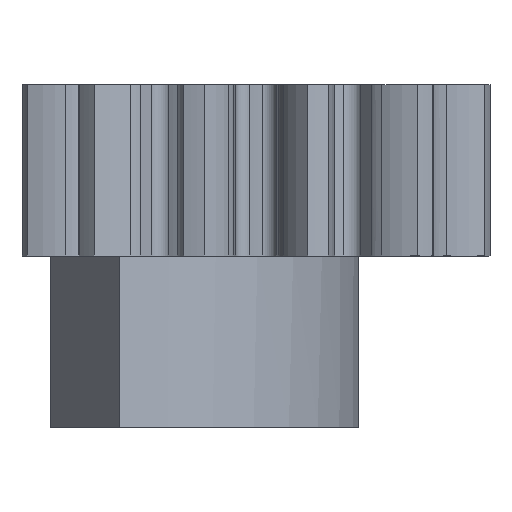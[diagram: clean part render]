
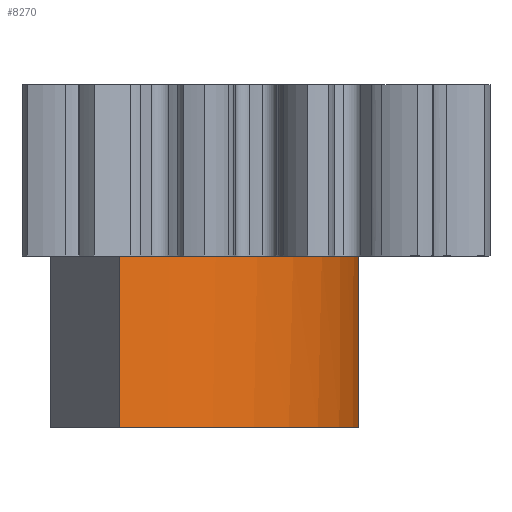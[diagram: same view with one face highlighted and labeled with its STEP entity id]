
A CAD part, front view. The second image highlights one B-rep face of the part: STEP entity #8270.
In plain terms, the highlighted cylindrical face has radius 9 mm (diameter 18 mm), a partial arc.
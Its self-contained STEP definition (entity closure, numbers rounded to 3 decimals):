
#72 = PLANE('',#73);
#73 = AXIS2_PLACEMENT_3D('',#74,#75,#76);
#74 = CARTESIAN_POINT('',(0.923,-32.408,
    0.));
#75 = DIRECTION('',(0.,0.,1.));
#76 = DIRECTION('',(0.966,-0.259,0.));
#129 = PLANE('',#130);
#130 = AXIS2_PLACEMENT_3D('',#131,#132,#133);
#131 = CARTESIAN_POINT('',(4.802,-21.038,5.));
#132 = DIRECTION('',(0.,0.,1.));
#133 = DIRECTION('',(1.,0.,0.));
#2955 = VERTEX_POINT('',#2956);
#2956 = CARTESIAN_POINT('',(7.924,-26.268,
    0.));
#2975 = CYLINDRICAL_SURFACE('',#2976,7.);
#2976 = AXIS2_PLACEMENT_3D('',#2977,#2978,#2979);
#2977 = CARTESIAN_POINT('',(6.,-32.999,5.));
#2978 = DIRECTION('',(0.,0.,1.));
#2979 = DIRECTION('',(0.216,0.976,0.)
  );
#2987 = EDGE_CURVE('',#2988,#2955,#2990,.T.);
#2988 = VERTEX_POINT('',#2989);
#2989 = CARTESIAN_POINT('',(2.,-30.775,0.));
#2990 = SURFACE_CURVE('',#2991,(#2996,#3003),.PCURVE_S1.);
#2991 = CIRCLE('',#2992,9.);
#2992 = AXIS2_PLACEMENT_3D('',#2993,#2994,#2995);
#2993 = CARTESIAN_POINT('',(0.,-22.,0.));
#2994 = DIRECTION('',(0.,0.,1.));
#2995 = DIRECTION('',(-1.,0.,0.));
#2996 = PCURVE('',#72,#2997);
#2997 = DEFINITIONAL_REPRESENTATION('',(#2998),#3002);
#2998 = CIRCLE('',#2999,9.);
#2999 = AXIS2_PLACEMENT_2D('',#3000,#3001);
#3000 = CARTESIAN_POINT('',(-3.586,9.815));
#3001 = DIRECTION('',(-0.966,-0.259));
#3002 = ( GEOMETRIC_REPRESENTATION_CONTEXT(2) 
PARAMETRIC_REPRESENTATION_CONTEXT() REPRESENTATION_CONTEXT('2D SPACE',''
  ) );
#3003 = PCURVE('',#3004,#3009);
#3004 = CYLINDRICAL_SURFACE('',#3005,9.);
#3005 = AXIS2_PLACEMENT_3D('',#3006,#3007,#3008);
#3006 = CARTESIAN_POINT('',(0.,-22.,5.));
#3007 = DIRECTION('',(0.,-0.,1.));
#3008 = DIRECTION('',(-1.,0.,0.));
#3009 = DEFINITIONAL_REPRESENTATION('',(#3010),#3014);
#3010 = LINE('',#3011,#3012);
#3011 = CARTESIAN_POINT('',(-6.283,-5.));
#3012 = VECTOR('',#3013,1.);
#3013 = DIRECTION('',(1.,-0.));
#3014 = ( GEOMETRIC_REPRESENTATION_CONTEXT(2) 
PARAMETRIC_REPRESENTATION_CONTEXT() REPRESENTATION_CONTEXT('2D SPACE',''
  ) );
#3031 = PLANE('',#3032);
#3032 = AXIS2_PLACEMENT_3D('',#3033,#3034,#3035);
#3033 = CARTESIAN_POINT('',(2.,-26.583,5.));
#3034 = DIRECTION('',(-1.,0.,0.));
#3035 = DIRECTION('',(0.,-1.,0.));
#3785 = VERTEX_POINT('',#3786);
#3786 = CARTESIAN_POINT('',(7.924,-26.268,5.));
#3814 = EDGE_CURVE('',#2955,#3785,#3815,.T.);
#3815 = SURFACE_CURVE('',#3816,(#3820,#3826),.PCURVE_S1.);
#3816 = LINE('',#3817,#3818);
#3817 = CARTESIAN_POINT('',(7.924,-26.268,5.));
#3818 = VECTOR('',#3819,1.);
#3819 = DIRECTION('',(0.,0.,1.));
#3820 = PCURVE('',#2975,#3821);
#3821 = DEFINITIONAL_REPRESENTATION('',(#3822),#3825);
#3822 = B_SPLINE_CURVE_WITH_KNOTS('',1,(#3823,#3824),.UNSPECIFIED.,.F.,
  .F.,(2,2),(-5.,0.),.PIECEWISE_BEZIER_KNOTS.);
#3823 = CARTESIAN_POINT('',(-0.061,-5.));
#3824 = CARTESIAN_POINT('',(-0.061,0.));
#3825 = ( GEOMETRIC_REPRESENTATION_CONTEXT(2) 
PARAMETRIC_REPRESENTATION_CONTEXT() REPRESENTATION_CONTEXT('2D SPACE',''
  ) );
#3826 = PCURVE('',#3004,#3827);
#3827 = DEFINITIONAL_REPRESENTATION('',(#3828),#3831);
#3828 = B_SPLINE_CURVE_WITH_KNOTS('',1,(#3829,#3830),.UNSPECIFIED.,.F.,
  .F.,(2,2),(-5.,0.),.PIECEWISE_BEZIER_KNOTS.);
#3829 = CARTESIAN_POINT('',(-3.636,-5.));
#3830 = CARTESIAN_POINT('',(-3.636,0.));
#3831 = ( GEOMETRIC_REPRESENTATION_CONTEXT(2) 
PARAMETRIC_REPRESENTATION_CONTEXT() REPRESENTATION_CONTEXT('2D SPACE',''
  ) );
#8221 = VERTEX_POINT('',#8222);
#8222 = CARTESIAN_POINT('',(2.,-30.775,-5.));
#8236 = PLANE('',#8237);
#8237 = AXIS2_PLACEMENT_3D('',#8238,#8239,#8240);
#8238 = CARTESIAN_POINT('',(4.841,-20.75,-5.));
#8239 = DIRECTION('',(-0.,0.,1.));
#8240 = DIRECTION('',(1.,0.,0.));
#8248 = EDGE_CURVE('',#2988,#8221,#8249,.T.);
#8249 = SURFACE_CURVE('',#8250,(#8254,#8261),.PCURVE_S1.);
#8250 = LINE('',#8251,#8252);
#8251 = CARTESIAN_POINT('',(2.,-30.775,5.));
#8252 = VECTOR('',#8253,1.);
#8253 = DIRECTION('',(0.,0.,-1.));
#8254 = PCURVE('',#3031,#8255);
#8255 = DEFINITIONAL_REPRESENTATION('',(#8256),#8260);
#8256 = LINE('',#8257,#8258);
#8257 = CARTESIAN_POINT('',(4.192,0.));
#8258 = VECTOR('',#8259,1.);
#8259 = DIRECTION('',(0.,-1.));
#8260 = ( GEOMETRIC_REPRESENTATION_CONTEXT(2) 
PARAMETRIC_REPRESENTATION_CONTEXT() REPRESENTATION_CONTEXT('2D SPACE',''
  ) );
#8261 = PCURVE('',#3004,#8262);
#8262 = DEFINITIONAL_REPRESENTATION('',(#8263),#8267);
#8263 = LINE('',#8264,#8265);
#8264 = CARTESIAN_POINT('',(-4.488,0.));
#8265 = VECTOR('',#8266,1.);
#8266 = DIRECTION('',(-0.,-1.));
#8267 = ( GEOMETRIC_REPRESENTATION_CONTEXT(2) 
PARAMETRIC_REPRESENTATION_CONTEXT() REPRESENTATION_CONTEXT('2D SPACE',''
  ) );
#8270 = ADVANCED_FACE('',(#8271),#3004,.T.);
#8271 = FACE_BOUND('',#8272,.F.);
#8272 = EDGE_LOOP('',(#8273,#8301,#8329,#8355,#8356,#8357));
#8273 = ORIENTED_EDGE('',*,*,#8274,.F.);
#8274 = EDGE_CURVE('',#8275,#3785,#8277,.T.);
#8275 = VERTEX_POINT('',#8276);
#8276 = CARTESIAN_POINT('',(8.585,-19.3,5.));
#8277 = SURFACE_CURVE('',#8278,(#8283,#8290),.PCURVE_S1.);
#8278 = CIRCLE('',#8279,9.);
#8279 = AXIS2_PLACEMENT_3D('',#8280,#8281,#8282);
#8280 = CARTESIAN_POINT('',(0.,-22.,5.));
#8281 = DIRECTION('',(0.,0.,-1.));
#8282 = DIRECTION('',(-1.,0.,0.));
#8283 = PCURVE('',#3004,#8284);
#8284 = DEFINITIONAL_REPRESENTATION('',(#8285),#8289);
#8285 = LINE('',#8286,#8287);
#8286 = CARTESIAN_POINT('',(-0.,0.));
#8287 = VECTOR('',#8288,1.);
#8288 = DIRECTION('',(-1.,0.));
#8289 = ( GEOMETRIC_REPRESENTATION_CONTEXT(2) 
PARAMETRIC_REPRESENTATION_CONTEXT() REPRESENTATION_CONTEXT('2D SPACE',''
  ) );
#8290 = PCURVE('',#129,#8291);
#8291 = DEFINITIONAL_REPRESENTATION('',(#8292),#8300);
#8292 = ( BOUNDED_CURVE() B_SPLINE_CURVE(2,(#8293,#8294,#8295,#8296,
#8297,#8298,#8299),.UNSPECIFIED.,.F.,.F.) B_SPLINE_CURVE_WITH_KNOTS((1,2
    ,2,2,2,1),(-2.094,0.,2.094,4.189,
6.283,8.378),.UNSPECIFIED.) CURVE() 
GEOMETRIC_REPRESENTATION_ITEM() RATIONAL_B_SPLINE_CURVE((1.,0.5,1.,0.5,
1.,0.5,1.)) REPRESENTATION_ITEM('') );
#8293 = CARTESIAN_POINT('',(-13.802,-0.962));
#8294 = CARTESIAN_POINT('',(-13.802,14.627));
#8295 = CARTESIAN_POINT('',(-0.302,6.832));
#8296 = CARTESIAN_POINT('',(13.198,-0.962));
#8297 = CARTESIAN_POINT('',(-0.302,-8.756));
#8298 = CARTESIAN_POINT('',(-13.802,-16.55));
#8299 = CARTESIAN_POINT('',(-13.802,-0.962));
#8300 = ( GEOMETRIC_REPRESENTATION_CONTEXT(2) 
PARAMETRIC_REPRESENTATION_CONTEXT() REPRESENTATION_CONTEXT('2D SPACE',''
  ) );
#8301 = ORIENTED_EDGE('',*,*,#8302,.T.);
#8302 = EDGE_CURVE('',#8275,#8303,#8305,.T.);
#8303 = VERTEX_POINT('',#8304);
#8304 = CARTESIAN_POINT('',(8.585,-19.3,-5.));
#8305 = SURFACE_CURVE('',#8306,(#8310,#8317),.PCURVE_S1.);
#8306 = LINE('',#8307,#8308);
#8307 = CARTESIAN_POINT('',(8.585,-19.3,5.));
#8308 = VECTOR('',#8309,1.);
#8309 = DIRECTION('',(0.,0.,-1.));
#8310 = PCURVE('',#3004,#8311);
#8311 = DEFINITIONAL_REPRESENTATION('',(#8312),#8316);
#8312 = LINE('',#8313,#8314);
#8313 = CARTESIAN_POINT('',(-2.837,0.));
#8314 = VECTOR('',#8315,1.);
#8315 = DIRECTION('',(-0.,-1.));
#8316 = ( GEOMETRIC_REPRESENTATION_CONTEXT(2) 
PARAMETRIC_REPRESENTATION_CONTEXT() REPRESENTATION_CONTEXT('2D SPACE',''
  ) );
#8317 = PCURVE('',#8318,#8323);
#8318 = PLANE('',#8319);
#8319 = AXIS2_PLACEMENT_3D('',#8320,#8321,#8322);
#8320 = CARTESIAN_POINT('',(0.,8.,5.));
#8321 = DIRECTION('',(-0.954,-0.3,0.));
#8322 = DIRECTION('',(0.3,-0.954,-0.));
#8323 = DEFINITIONAL_REPRESENTATION('',(#8324),#8328);
#8324 = LINE('',#8325,#8326);
#8325 = CARTESIAN_POINT('',(28.618,-0.));
#8326 = VECTOR('',#8327,1.);
#8327 = DIRECTION('',(0.,-1.));
#8328 = ( GEOMETRIC_REPRESENTATION_CONTEXT(2) 
PARAMETRIC_REPRESENTATION_CONTEXT() REPRESENTATION_CONTEXT('2D SPACE',''
  ) );
#8329 = ORIENTED_EDGE('',*,*,#8330,.T.);
#8330 = EDGE_CURVE('',#8303,#8221,#8331,.T.);
#8331 = SURFACE_CURVE('',#8332,(#8337,#8344),.PCURVE_S1.);
#8332 = CIRCLE('',#8333,9.);
#8333 = AXIS2_PLACEMENT_3D('',#8334,#8335,#8336);
#8334 = CARTESIAN_POINT('',(0.,-22.,-5.));
#8335 = DIRECTION('',(0.,0.,-1.));
#8336 = DIRECTION('',(-1.,0.,0.));
#8337 = PCURVE('',#3004,#8338);
#8338 = DEFINITIONAL_REPRESENTATION('',(#8339),#8343);
#8339 = LINE('',#8340,#8341);
#8340 = CARTESIAN_POINT('',(-0.,-10.));
#8341 = VECTOR('',#8342,1.);
#8342 = DIRECTION('',(-1.,0.));
#8343 = ( GEOMETRIC_REPRESENTATION_CONTEXT(2) 
PARAMETRIC_REPRESENTATION_CONTEXT() REPRESENTATION_CONTEXT('2D SPACE',''
  ) );
#8344 = PCURVE('',#8236,#8345);
#8345 = DEFINITIONAL_REPRESENTATION('',(#8346),#8354);
#8346 = ( BOUNDED_CURVE() B_SPLINE_CURVE(2,(#8347,#8348,#8349,#8350,
#8351,#8352,#8353),.UNSPECIFIED.,.F.,.F.) B_SPLINE_CURVE_WITH_KNOTS((1,2
    ,2,2,2,1),(-2.094,0.,2.094,4.189,
6.283,8.378),.UNSPECIFIED.) CURVE() 
GEOMETRIC_REPRESENTATION_ITEM() RATIONAL_B_SPLINE_CURVE((1.,0.5,1.,0.5,
1.,0.5,1.)) REPRESENTATION_ITEM('') );
#8347 = CARTESIAN_POINT('',(-13.841,-1.25));
#8348 = CARTESIAN_POINT('',(-13.841,14.338));
#8349 = CARTESIAN_POINT('',(-0.341,6.544));
#8350 = CARTESIAN_POINT('',(13.159,-1.25));
#8351 = CARTESIAN_POINT('',(-0.341,-9.044));
#8352 = CARTESIAN_POINT('',(-13.841,-16.838));
#8353 = CARTESIAN_POINT('',(-13.841,-1.25));
#8354 = ( GEOMETRIC_REPRESENTATION_CONTEXT(2) 
PARAMETRIC_REPRESENTATION_CONTEXT() REPRESENTATION_CONTEXT('2D SPACE',''
  ) );
#8355 = ORIENTED_EDGE('',*,*,#8248,.F.);
#8356 = ORIENTED_EDGE('',*,*,#2987,.T.);
#8357 = ORIENTED_EDGE('',*,*,#3814,.T.);
